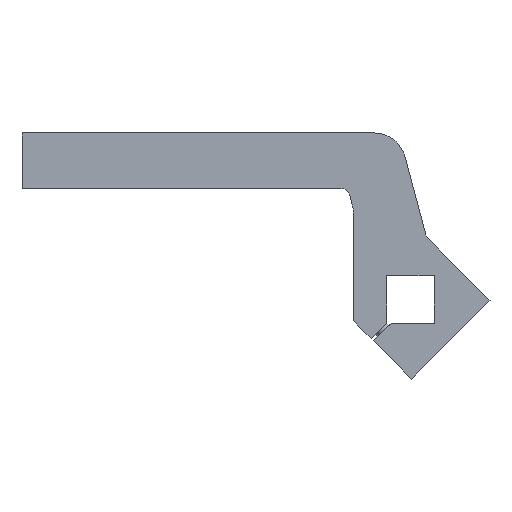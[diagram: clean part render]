
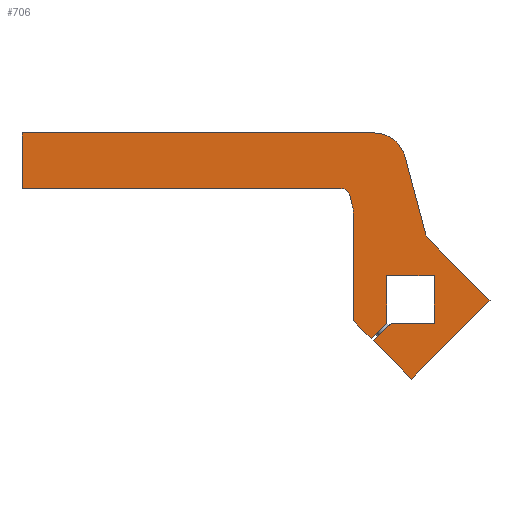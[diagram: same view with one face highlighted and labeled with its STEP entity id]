
A CAD part, left-side view. The second image highlights one B-rep face of the part: STEP entity #706.
In plain terms, the highlighted planar face has unit normal (-1, 0, 0).
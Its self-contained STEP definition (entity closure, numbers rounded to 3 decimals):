
#42=PLANE('',#780);
#65=FACE_OUTER_BOUND('',#111,.T.);
#111=EDGE_LOOP('',(#525,#526,#527,#528,#529,#530,#531,#532,#533,#534,#535,
#536,#537,#538,#539,#540,#541,#542,#543,#544));
#152=LINE('',#1040,#218);
#157=LINE('',#1055,#223);
#163=LINE('',#1092,#229);
#167=LINE('',#1104,#233);
#168=LINE('',#1107,#234);
#169=LINE('',#1108,#235);
#170=LINE('',#1110,#236);
#171=LINE('',#1112,#237);
#172=LINE('',#1114,#238);
#173=LINE('',#1116,#239);
#174=LINE('',#1118,#240);
#175=LINE('',#1120,#241);
#176=LINE('',#1122,#242);
#177=LINE('',#1124,#243);
#178=LINE('',#1126,#244);
#179=LINE('',#1127,#245);
#218=VECTOR('',#834,10.);
#223=VECTOR('',#847,10.);
#229=VECTOR('',#883,10.);
#233=VECTOR('',#895,10.);
#234=VECTOR('',#898,10.);
#235=VECTOR('',#899,10.);
#236=VECTOR('',#900,10.);
#237=VECTOR('',#901,10.);
#238=VECTOR('',#902,10.);
#239=VECTOR('',#903,10.);
#240=VECTOR('',#904,10.);
#241=VECTOR('',#905,10.);
#242=VECTOR('',#906,10.);
#243=VECTOR('',#907,10.);
#244=VECTOR('',#908,10.);
#245=VECTOR('',#909,10.);
#282=CIRCLE('',#754,6.);
#284=CIRCLE('',#758,6.);
#297=CIRCLE('',#773,20.);
#299=CIRCLE('',#777,20.);
#316=VERTEX_POINT('',#1030);
#317=VERTEX_POINT('',#1031);
#320=VERTEX_POINT('',#1039);
#322=VERTEX_POINT('',#1045);
#323=VERTEX_POINT('',#1046);
#326=VERTEX_POINT('',#1054);
#339=VERTEX_POINT('',#1082);
#340=VERTEX_POINT('',#1083);
#343=VERTEX_POINT('',#1094);
#344=VERTEX_POINT('',#1095);
#347=VERTEX_POINT('',#1106);
#348=VERTEX_POINT('',#1109);
#349=VERTEX_POINT('',#1111);
#350=VERTEX_POINT('',#1113);
#351=VERTEX_POINT('',#1115);
#352=VERTEX_POINT('',#1117);
#353=VERTEX_POINT('',#1119);
#354=VERTEX_POINT('',#1121);
#355=VERTEX_POINT('',#1123);
#356=VERTEX_POINT('',#1125);
#382=EDGE_CURVE('',#316,#317,#282,.T.);
#386=EDGE_CURVE('',#320,#317,#152,.T.);
#389=EDGE_CURVE('',#322,#323,#284,.T.);
#393=EDGE_CURVE('',#326,#323,#157,.T.);
#407=EDGE_CURVE('',#339,#340,#297,.T.);
#412=EDGE_CURVE('',#322,#340,#163,.T.);
#413=EDGE_CURVE('',#343,#344,#299,.T.);
#418=EDGE_CURVE('',#316,#344,#167,.T.);
#419=EDGE_CURVE('',#343,#347,#168,.T.);
#420=EDGE_CURVE('',#347,#326,#169,.T.);
#421=EDGE_CURVE('',#339,#348,#170,.T.);
#422=EDGE_CURVE('',#348,#349,#171,.T.);
#423=EDGE_CURVE('',#349,#350,#172,.T.);
#424=EDGE_CURVE('',#350,#351,#173,.T.);
#425=EDGE_CURVE('',#351,#352,#174,.T.);
#426=EDGE_CURVE('',#352,#353,#175,.T.);
#427=EDGE_CURVE('',#353,#354,#176,.T.);
#428=EDGE_CURVE('',#354,#355,#177,.T.);
#429=EDGE_CURVE('',#355,#356,#178,.T.);
#430=EDGE_CURVE('',#356,#320,#179,.T.);
#525=ORIENTED_EDGE('',*,*,#413,.F.);
#526=ORIENTED_EDGE('',*,*,#419,.T.);
#527=ORIENTED_EDGE('',*,*,#420,.T.);
#528=ORIENTED_EDGE('',*,*,#393,.T.);
#529=ORIENTED_EDGE('',*,*,#389,.F.);
#530=ORIENTED_EDGE('',*,*,#412,.T.);
#531=ORIENTED_EDGE('',*,*,#407,.F.);
#532=ORIENTED_EDGE('',*,*,#421,.T.);
#533=ORIENTED_EDGE('',*,*,#422,.T.);
#534=ORIENTED_EDGE('',*,*,#423,.T.);
#535=ORIENTED_EDGE('',*,*,#424,.T.);
#536=ORIENTED_EDGE('',*,*,#425,.T.);
#537=ORIENTED_EDGE('',*,*,#426,.T.);
#538=ORIENTED_EDGE('',*,*,#427,.T.);
#539=ORIENTED_EDGE('',*,*,#428,.T.);
#540=ORIENTED_EDGE('',*,*,#429,.T.);
#541=ORIENTED_EDGE('',*,*,#430,.T.);
#542=ORIENTED_EDGE('',*,*,#386,.T.);
#543=ORIENTED_EDGE('',*,*,#382,.F.);
#544=ORIENTED_EDGE('',*,*,#418,.T.);
#706=ADVANCED_FACE('',(#65),#42,.T.);
#754=AXIS2_PLACEMENT_3D('',#1032,#826,#827);
#758=AXIS2_PLACEMENT_3D('',#1047,#839,#840);
#773=AXIS2_PLACEMENT_3D('',#1084,#874,#875);
#777=AXIS2_PLACEMENT_3D('',#1096,#886,#887);
#780=AXIS2_PLACEMENT_3D('',#1105,#896,#897);
#826=DIRECTION('center_axis',(-1.,0.,0.));
#827=DIRECTION('ref_axis',(0.,0.866,-0.5));
#834=DIRECTION('',(0.,0.707,0.707));
#839=DIRECTION('center_axis',(-1.,0.,0.));
#840=DIRECTION('ref_axis',(0.,-0.609,0.793));
#847=DIRECTION('',(0.,-1.,0.));
#874=DIRECTION('center_axis',(-1.,0.,0.));
#875=DIRECTION('ref_axis',(0.,-0.991,0.131));
#883=DIRECTION('',(0.,-0.259,-0.966));
#886=DIRECTION('center_axis',(1.,0.,0.));
#887=DIRECTION('ref_axis',(0.,-0.609,0.793));
#895=DIRECTION('',(0.,0.259,0.966));
#896=DIRECTION('center_axis',(-1.,0.,0.));
#897=DIRECTION('ref_axis',(0.,0.,1.));
#898=DIRECTION('',(0.,1.,0.));
#899=DIRECTION('',(0.,0.,-1.));
#900=DIRECTION('',(0.,0.,-1.));
#901=DIRECTION('',(0.,-0.707,-0.707));
#902=DIRECTION('',(0.,-0.707,0.707));
#903=DIRECTION('',(0.,0.,1.));
#904=DIRECTION('',(0.,-1.,0.));
#905=DIRECTION('',(0.,0.,-1.));
#906=DIRECTION('',(0.,1.,0.));
#907=DIRECTION('',(0.,0.707,-0.707));
#908=DIRECTION('',(0.,-0.707,-0.707));
#909=DIRECTION('',(0.,-0.707,0.707));
#1030=CARTESIAN_POINT('',(-16.,-9.751,40.883));
#1031=CARTESIAN_POINT('',(-16.,-11.304,38.194));
#1032=CARTESIAN_POINT('Origin',(-16.,-15.546,42.436));
#1039=CARTESIAN_POINT('',(-16.,-50.205,-0.707));
#1040=CARTESIAN_POINT('',(-16.,-24.749,24.749));
#1045=CARTESIAN_POINT('',(-16.,38.27,65.553));
#1046=CARTESIAN_POINT('',(-16.,44.066,70.));
#1047=CARTESIAN_POINT('Origin',(-16.,44.066,64.));
#1054=CARTESIAN_POINT('',(-16.,245.,70.));
#1055=CARTESIAN_POINT('',(-16.,39.462,70.));
#1082=CARTESIAN_POINT('',(-16.,36.,54.447));
#1083=CARTESIAN_POINT('',(-16.,36.681,59.623));
#1084=CARTESIAN_POINT('Origin',(-16.,56.,54.447));
#1092=CARTESIAN_POINT('',(-16.,36.,57.08));
#1094=CARTESIAN_POINT('',(-16.,22.776,105.));
#1095=CARTESIAN_POINT('',(-16.,3.457,90.176));
#1096=CARTESIAN_POINT('Origin',(-16.,22.776,85.));
#1104=CARTESIAN_POINT('',(-16.,7.429,105.));
#1105=CARTESIAN_POINT('Origin',(-16.,94.569,66.957));
#1106=CARTESIAN_POINT('',(-16.,245.,105.));
#1107=CARTESIAN_POINT('',(-16.,245.,105.));
#1108=CARTESIAN_POINT('',(-16.,245.,70.));
#1109=CARTESIAN_POINT('',(-16.,36.,-13.497));
#1110=CARTESIAN_POINT('',(-16.,36.,-13.497));
#1111=CARTESIAN_POINT('',(-16.,24.749,-24.749));
#1112=CARTESIAN_POINT('',(-16.,24.749,-24.749));
#1113=CARTESIAN_POINT('',(-16.,15.,-15.));
#1114=CARTESIAN_POINT('',(-16.,24.581,-24.581));
#1115=CARTESIAN_POINT('',(-16.,15.,15.));
#1116=CARTESIAN_POINT('',(-16.,15.,15.));
#1117=CARTESIAN_POINT('',(-16.,-15.,15.));
#1118=CARTESIAN_POINT('',(-16.,-15.,15.));
#1119=CARTESIAN_POINT('',(-16.,-15.,-15.));
#1120=CARTESIAN_POINT('',(-16.,-15.,40.978));
#1121=CARTESIAN_POINT('',(-16.,12.172,-15.));
#1122=CARTESIAN_POINT('',(-16.,39.784,-15.));
#1123=CARTESIAN_POINT('',(-16.,23.335,-26.163));
#1124=CARTESIAN_POINT('',(-16.,12.282,-15.11));
#1125=CARTESIAN_POINT('',(-16.,-0.707,-50.205));
#1126=CARTESIAN_POINT('',(-16.,24.749,-24.749));
#1127=CARTESIAN_POINT('',(-16.,-50.205,-0.707));
